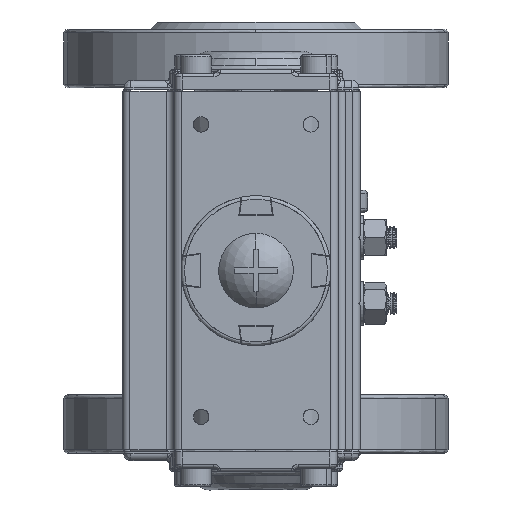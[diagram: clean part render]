
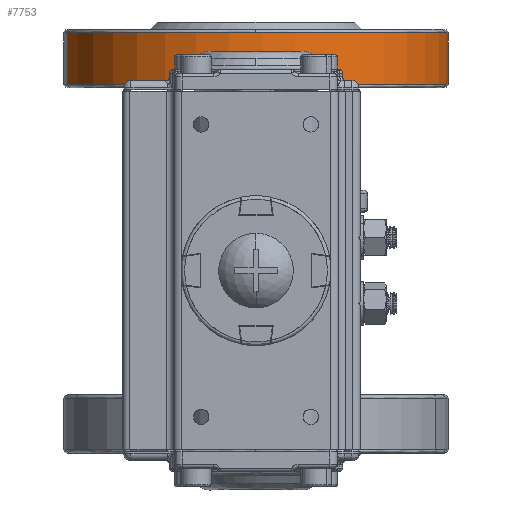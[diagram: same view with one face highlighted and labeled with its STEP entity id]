
A CAD part, left-side view. The second image highlights one B-rep face of the part: STEP entity #7753.
In plain terms, the highlighted cylindrical face has radius 52.55 mm (diameter 105.1 mm), a partial arc.
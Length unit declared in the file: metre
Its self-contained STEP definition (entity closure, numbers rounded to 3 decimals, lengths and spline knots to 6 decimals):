
#1018 = CARTESIAN_POINT ( 'NONE',  ( -0.009013, -0.05883, 0.163 ) ) ;
#2517 = EDGE_CURVE ( 'NONE', #49311, #9264, #73131, .T. ) ;
#2637 = CIRCLE ( 'NONE', #11761, 0.05255 ) ;
#6088 = VECTOR ( 'NONE', #16208, 1. ) ;
#7444 = VERTEX_POINT ( 'NONE', #19246 ) ;
#7753 = ADVANCED_FACE ( 'NONE', ( #78699 ), #29786, .T. ) ;
#7940 = DIRECTION ( 'NONE',  ( 0.205, -0.979, 0. ) ) ;
#8611 = CARTESIAN_POINT ( 'NONE',  ( -0.009013, -0.05883, 0.177 ) ) ;
#8878 = DIRECTION ( 'NONE',  ( 0., 0., 1. ) ) ;
#9264 = VERTEX_POINT ( 'NONE', #80855 ) ;
#11761 = AXIS2_PLACEMENT_3D ( 'NONE', #88874, #52803, #59911 ) ;
#16208 = DIRECTION ( 'NONE',  ( 0., 0., -1. ) ) ;
#17780 = VERTEX_POINT ( 'NONE', #1018 ) ;
#19246 = CARTESIAN_POINT ( 'NONE',  ( -0.009013, -0.05883, 0.177 ) ) ;
#20275 = AXIS2_PLACEMENT_3D ( 'NONE', #71583, #57778, #7940 ) ;
#29786 = CYLINDRICAL_SURFACE ( 'NONE', #20275, 0.05255 ) ;
#32743 = EDGE_CURVE ( 'NONE', #49311, #7444, #2637, .T. ) ;
#35663 = DIRECTION ( 'NONE',  ( 0., 0., -1. ) ) ;
#44260 = LINE ( 'NONE', #8611, #6088 ) ;
#44656 = CARTESIAN_POINT ( 'NONE',  ( -0.030585, 0.044033, 0.177 ) ) ;
#45767 = AXIS2_PLACEMENT_3D ( 'NONE', #73900, #8878, #82437 ) ;
#46807 = VECTOR ( 'NONE', #35663, 1. ) ;
#47450 = ORIENTED_EDGE ( 'NONE', *, *, #2517, .T. ) ;
#47837 = EDGE_CURVE ( 'NONE', #9264, #17780, #66973, .T. ) ;
#48383 = ORIENTED_EDGE ( 'NONE', *, *, #32743, .F. ) ;
#49311 = VERTEX_POINT ( 'NONE', #61320 ) ;
#52803 = DIRECTION ( 'NONE',  ( 0., 0., 1. ) ) ;
#57778 = DIRECTION ( 'NONE',  ( 0., 0., -1. ) ) ;
#59911 = DIRECTION ( 'NONE',  ( -0.205, 0.979, 0. ) ) ;
#61320 = CARTESIAN_POINT ( 'NONE',  ( -0.030585, 0.044033, 0.177 ) ) ;
#66973 = CIRCLE ( 'NONE', #45767, 0.05255 ) ;
#71583 = CARTESIAN_POINT ( 'NONE',  ( -0.019799, -0.007398, 0.177 ) ) ;
#73131 = LINE ( 'NONE', #44656, #46807 ) ;
#73900 = CARTESIAN_POINT ( 'NONE',  ( -0.019799, -0.007398, 0.163 ) ) ;
#75238 = EDGE_LOOP ( 'NONE', ( #48383, #47450, #93273, #83233 ) ) ;
#78699 = FACE_OUTER_BOUND ( 'NONE', #75238, .T. ) ;
#80855 = CARTESIAN_POINT ( 'NONE',  ( -0.030585, 0.044033, 0.163 ) ) ;
#82437 = DIRECTION ( 'NONE',  ( -0.205, 0.979, 0. ) ) ;
#83233 = ORIENTED_EDGE ( 'NONE', *, *, #89677, .F. ) ;
#88874 = CARTESIAN_POINT ( 'NONE',  ( -0.019799, -0.007398, 0.177 ) ) ;
#89677 = EDGE_CURVE ( 'NONE', #7444, #17780, #44260, .T. ) ;
#93273 = ORIENTED_EDGE ( 'NONE', *, *, #47837, .T. ) ;
